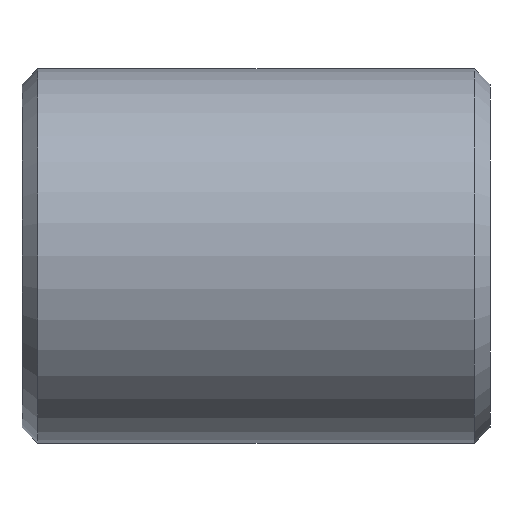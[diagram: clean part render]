
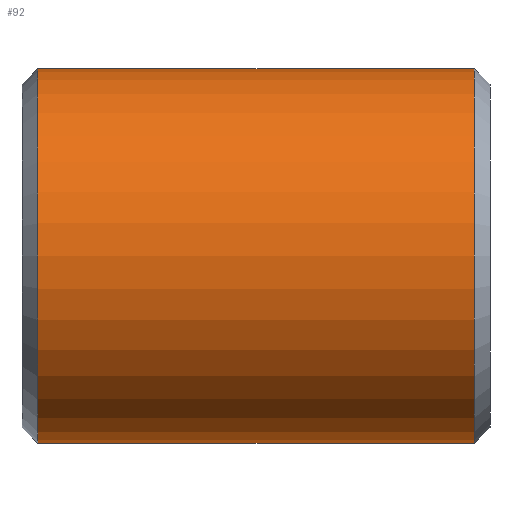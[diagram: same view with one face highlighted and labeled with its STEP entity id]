
A CAD part, left-side view. The second image highlights one B-rep face of the part: STEP entity #92.
In plain terms, the highlighted cylindrical face has radius 6 mm (diameter 12 mm), a partial arc.
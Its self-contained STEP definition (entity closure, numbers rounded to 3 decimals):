
#3 = CARTESIAN_POINT ( 'NONE',  ( 0., 7., -6. ) ) ;
#17 = VECTOR ( 'NONE', #166, 1000. ) ;
#39 = VERTEX_POINT ( 'NONE', #172 ) ;
#41 = EDGE_LOOP ( 'NONE', ( #277, #131, #230, #436 ) ) ;
#57 = VERTEX_POINT ( 'NONE', #411 ) ;
#81 = FACE_OUTER_BOUND ( 'NONE', #41, .T. ) ;
#91 = VERTEX_POINT ( 'NONE', #3 ) ;
#92 = ADVANCED_FACE ( 'NONE', ( #81 ), #317, .T. ) ;
#110 = DIRECTION ( 'NONE',  ( 0., 0., -1. ) ) ;
#117 = DIRECTION ( 'NONE',  ( 0., -1., 0. ) ) ;
#127 = EDGE_CURVE ( 'NONE', #57, #91, #181, .T. ) ;
#128 = CARTESIAN_POINT ( 'NONE',  ( 0., 7.5, 6. ) ) ;
#130 = LINE ( 'NONE', #128, #17 ) ;
#131 = ORIENTED_EDGE ( 'NONE', *, *, #127, .T. ) ;
#158 = CARTESIAN_POINT ( 'NONE',  ( 0., 7.5, -6. ) ) ;
#166 = DIRECTION ( 'NONE',  ( 0., -1., 0. ) ) ;
#172 = CARTESIAN_POINT ( 'NONE',  ( 0., -7., 6. ) ) ;
#181 = CIRCLE ( 'NONE', #219, 6. ) ;
#192 = AXIS2_PLACEMENT_3D ( 'NONE', #255, #264, #328 ) ;
#194 = VERTEX_POINT ( 'NONE', #319 ) ;
#219 = AXIS2_PLACEMENT_3D ( 'NONE', #385, #352, #285 ) ;
#224 = LINE ( 'NONE', #158, #274 ) ;
#230 = ORIENTED_EDGE ( 'NONE', *, *, #375, .T. ) ;
#250 = EDGE_CURVE ( 'NONE', #57, #39, #130, .T. ) ;
#255 = CARTESIAN_POINT ( 'NONE',  ( 0., -7., 0. ) ) ;
#261 = DIRECTION ( 'NONE',  ( 0., -1., 0. ) ) ;
#264 = DIRECTION ( 'NONE',  ( 0., 1., 0. ) ) ;
#274 = VECTOR ( 'NONE', #261, 1000. ) ;
#277 = ORIENTED_EDGE ( 'NONE', *, *, #250, .F. ) ;
#285 = DIRECTION ( 'NONE',  ( 0., 0., 1. ) ) ;
#286 = EDGE_CURVE ( 'NONE', #194, #39, #443, .T. ) ;
#317 = CYLINDRICAL_SURFACE ( 'NONE', #364, 6. ) ;
#319 = CARTESIAN_POINT ( 'NONE',  ( 0., -7., -6. ) ) ;
#328 = DIRECTION ( 'NONE',  ( 0., 0., 1. ) ) ;
#352 = DIRECTION ( 'NONE',  ( 0., -1., 0. ) ) ;
#364 = AXIS2_PLACEMENT_3D ( 'NONE', #413, #117, #110 ) ;
#375 = EDGE_CURVE ( 'NONE', #91, #194, #224, .T. ) ;
#385 = CARTESIAN_POINT ( 'NONE',  ( 0., 7., 0. ) ) ;
#411 = CARTESIAN_POINT ( 'NONE',  ( 0., 7., 6. ) ) ;
#413 = CARTESIAN_POINT ( 'NONE',  ( 0., 7.5, 0. ) ) ;
#436 = ORIENTED_EDGE ( 'NONE', *, *, #286, .T. ) ;
#443 = CIRCLE ( 'NONE', #192, 6. ) ;
